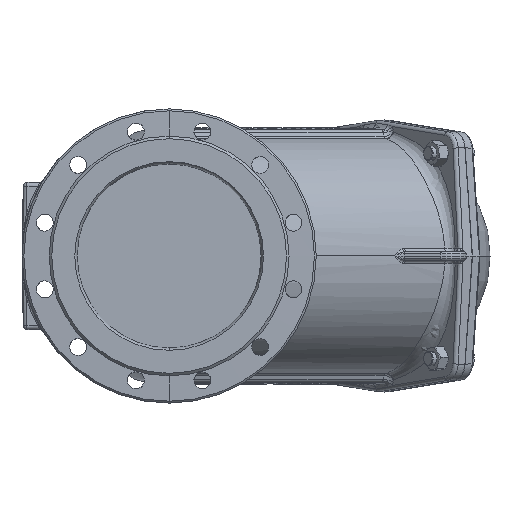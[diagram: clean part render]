
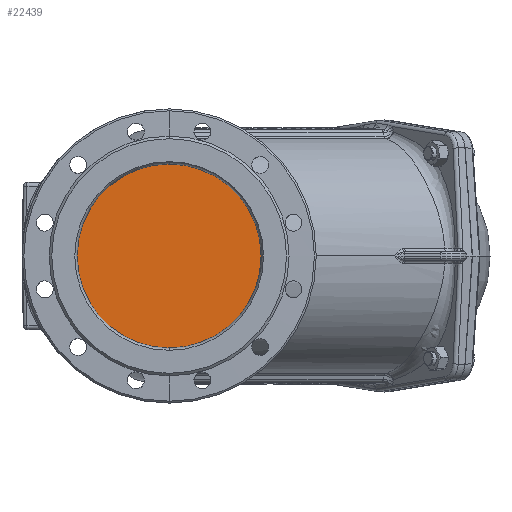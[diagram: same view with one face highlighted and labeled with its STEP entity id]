
A CAD part, front view. The second image highlights one B-rep face of the part: STEP entity #22439.
In plain terms, the highlighted planar face has unit normal (0, -1, 0).
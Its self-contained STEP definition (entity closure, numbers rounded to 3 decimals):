
#3057 = EDGE_CURVE ( 'NONE', #51450, #48312, #103465, .T. ) ;
#7603 = AXIS2_PLACEMENT_3D ( 'NONE', #13859, #14457, #41263 ) ;
#10992 = AXIS2_PLACEMENT_3D ( 'NONE', #174368, #160615, #132512 ) ;
#13859 = CARTESIAN_POINT ( 'NONE',  ( 0., -291.581, 0. ) ) ;
#14082 = CARTESIAN_POINT ( 'NONE',  ( -126., -291.581, 0. ) ) ;
#14457 = DIRECTION ( 'NONE',  ( 0., 1., 0. ) ) ;
#22439 = ADVANCED_FACE ( 'NONE', ( #26177 ), #58920, .T. ) ;
#26177 = FACE_OUTER_BOUND ( 'NONE', #62224, .T. ) ;
#41263 = DIRECTION ( 'NONE',  ( 1., 0., 0. ) ) ;
#48312 = VERTEX_POINT ( 'NONE', #114253 ) ;
#51450 = VERTEX_POINT ( 'NONE', #68819 ) ;
#53798 = ORIENTED_EDGE ( 'NONE', *, *, #110572, .F. ) ;
#58920 = PLANE ( 'NONE',  #110720 ) ;
#62224 = EDGE_LOOP ( 'NONE', ( #53798, #67857 ) ) ;
#67857 = ORIENTED_EDGE ( 'NONE', *, *, #3057, .F. ) ;
#68819 = CARTESIAN_POINT ( 'NONE',  ( 0., -291.581, -125. ) ) ;
#98902 = DIRECTION ( 'NONE',  ( 1., 0., 0. ) ) ;
#103465 = CIRCLE ( 'NONE', #10992, 125. ) ;
#110572 = EDGE_CURVE ( 'NONE', #48312, #51450, #179593, .T. ) ;
#110720 = AXIS2_PLACEMENT_3D ( 'NONE', #14082, #156271, #98902 ) ;
#114253 = CARTESIAN_POINT ( 'NONE',  ( 0., -291.581, 125. ) ) ;
#132512 = DIRECTION ( 'NONE',  ( 1., 0., 0. ) ) ;
#156271 = DIRECTION ( 'NONE',  ( 0., -1., 0. ) ) ;
#160615 = DIRECTION ( 'NONE',  ( 0., 1., 0. ) ) ;
#174368 = CARTESIAN_POINT ( 'NONE',  ( 0., -291.581, 0. ) ) ;
#179593 = CIRCLE ( 'NONE', #7603, 125. ) ;
